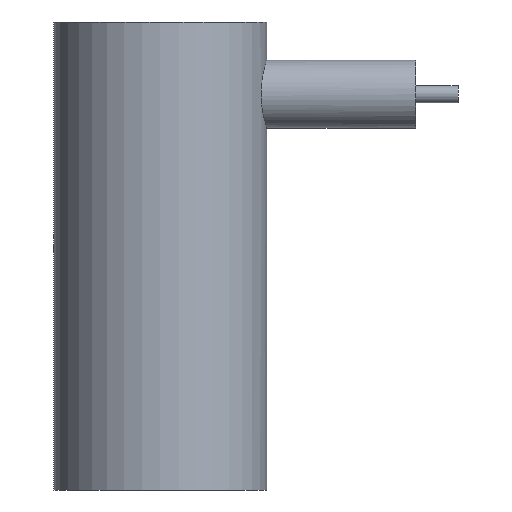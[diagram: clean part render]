
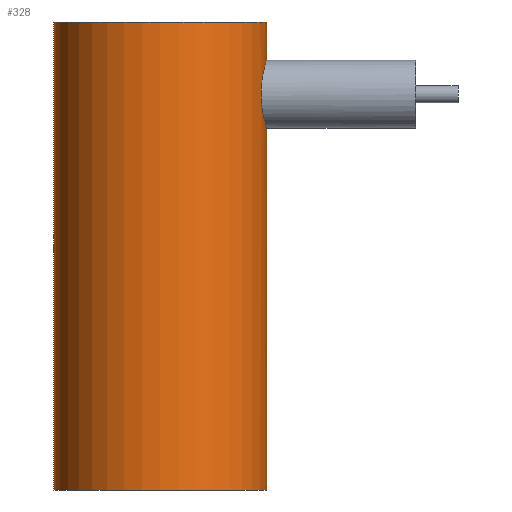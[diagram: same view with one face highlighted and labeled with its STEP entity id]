
A CAD part, front view. The second image highlights one B-rep face of the part: STEP entity #328.
In plain terms, the highlighted cylindrical face has radius 12.5 mm (diameter 25 mm), a partial arc.
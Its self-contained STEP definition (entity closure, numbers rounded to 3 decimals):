
#138=CARTESIAN_POINT('POINT11',(12.5,0.,
   15.));
#139=VERTEX_POINT('VERTEX11',#138);
#147=CARTESIAN_POINT('POINT12',(12.5,0.,23.
   ));
#148=VERTEX_POINT('VERTEX12',#147);
#155=B_SPLINE_CURVE_WITH_KNOTS('SPLINE_CRV1',3,(#156,#157,#158,#159,#160
   ,#161,#162,#163,#164,#165,#166,#167,#168,#169,#170,#171,#172,#173,
   #174,#175,#176,#177,#178,#179,#180,#181,#182,#183,#184,#185,#186,#187
   ,#188,#189),.UNSPECIFIED.,.F.,.F.,(4,2,2,2,2,2,2,2,2,2,2,2,2,2,2,2,4)
   ,(6.073,6.832,7.591,
   8.351,9.11,9.869,
   10.628,11.388,12.147,
   12.906,13.665,14.425,
   15.184,15.943,16.702,
   17.461,18.22),.UNSPECIFIED.);
#156=CARTESIAN_POINT('',(12.5,0.,15.));
#157=CARTESIAN_POINT('',(12.5,-0.253,15.));
#158=CARTESIAN_POINT('',(12.492,-0.514,
   15.024));
#159=CARTESIAN_POINT('',(12.46,-1.032,
   15.127));
#160=CARTESIAN_POINT('',(12.436,-1.29,
   15.204));
#161=CARTESIAN_POINT('',(12.375,-1.782,
   15.409));
#162=CARTESIAN_POINT('',(12.338,-2.017,
   15.536));
#163=CARTESIAN_POINT('',(12.259,-2.452,
   15.829));
#164=CARTESIAN_POINT('',(12.217,-2.652,
   15.995));
#165=CARTESIAN_POINT('',(12.135,-3.005,
   16.348));
#166=CARTESIAN_POINT('',(12.092,-3.171,
   16.548));
#167=CARTESIAN_POINT('',(12.011,-3.464,
   16.983));
#168=CARTESIAN_POINT('',(11.974,-3.591,
   17.218));
#169=CARTESIAN_POINT('',(11.91,-3.796,
   17.71));
#170=CARTESIAN_POINT('',(11.885,-3.873,
   17.968));
#171=CARTESIAN_POINT('',(11.851,-3.976,
   18.486));
#172=CARTESIAN_POINT('',(11.843,-4.,
   18.747));
#173=CARTESIAN_POINT('',(11.843,-4.,
   19.253));
#174=CARTESIAN_POINT('',(11.851,-3.976,
   19.514));
#175=CARTESIAN_POINT('',(11.885,-3.873,
   20.032));
#176=CARTESIAN_POINT('',(11.91,-3.796,
   20.29));
#177=CARTESIAN_POINT('',(11.974,-3.591,
   20.782));
#178=CARTESIAN_POINT('',(12.011,-3.464,
   21.017));
#179=CARTESIAN_POINT('',(12.092,-3.171,
   21.452));
#180=CARTESIAN_POINT('',(12.135,-3.005,
   21.652));
#181=CARTESIAN_POINT('',(12.217,-2.652,
   22.005));
#182=CARTESIAN_POINT('',(12.259,-2.452,
   22.171));
#183=CARTESIAN_POINT('',(12.338,-2.017,
   22.464));
#184=CARTESIAN_POINT('',(12.375,-1.782,
   22.591));
#185=CARTESIAN_POINT('',(12.436,-1.29,
   22.796));
#186=CARTESIAN_POINT('',(12.46,-1.032,
   22.873));
#187=CARTESIAN_POINT('',(12.492,-0.514,
   22.976));
#188=CARTESIAN_POINT('',(12.5,-0.253,23.));
#189=CARTESIAN_POINT('',(12.5,0.,23.));
#190=EDGE_CURVE('EDGE17',#139,#148,#155,.T.);
#254=CARTESIAN_POINT('POINT14',(12.5,0.,27.5));
#255=VERTEX_POINT('VERTEX14',#254);
#256=CARTESIAN_POINT('POINT15',(-12.5,0.,
   27.5));
#257=VERTEX_POINT('VERTEX15',#256);
#258=CARTESIAN_POINT('POS17',(0.,0.,27.5));
#259=DIRECTION('DIR27',(0.,0.,1.));
#260=DIRECTION('DIR28',(1.,0.,0.));
#261=AXIS2_PLACEMENT_3D('AXIS11',#258,#259,#260);
#262=CIRCLE('ELLIPSE6',#261,12.5);
#265=EDGE_CURVE('EDGE21',#257,#255,#262,.T.);
#279=CARTESIAN_POINT('POINT16',(12.5,0.,-27.5));
#280=VERTEX_POINT('VERTEX16',#279);
#281=CARTESIAN_POINT('POINT17',(-12.5,0.,
   -27.5));
#282=VERTEX_POINT('VERTEX17',#281);
#283=CARTESIAN_POINT('POS19',(0.,0.,-27.5));
#284=DIRECTION('DIR31',(0.,0.,-1.));
#285=DIRECTION('DIR32',(1.,0.,0.));
#286=AXIS2_PLACEMENT_3D('AXIS13',#283,#284,#285);
#287=CIRCLE('ELLIPSE7',#286,12.5);
#288=EDGE_CURVE('EDGE22',#280,#282,#287,.T.);
#300=CARTESIAN_POINT('POS21',(12.5,0.,0.)
   );
#301=DIRECTION('DIR35',(0.,0.,1.));
#302=VECTOR('VEC7',#301,1.);
#303=LINE('STRAIGHT7',#300,#302);
#304=EDGE_CURVE('EDGE24',#280,#139,#303,.T.);
#305=ORIENTED_EDGE('COEDGE40',*,*,#304,.T.);
#306=ORIENTED_EDGE('COEDGE41',*,*,#190,.T.);
#307=CARTESIAN_POINT('POS22',(12.5,0.,0.)
   );
#308=DIRECTION('DIR36',(0.,0.,1.));
#309=VECTOR('VEC8',#308,1.);
#310=LINE('STRAIGHT8',#307,#309);
#311=EDGE_CURVE('EDGE25',#148,#255,#310,.T.);
#312=ORIENTED_EDGE('COEDGE42',*,*,#311,.T.);
#313=ORIENTED_EDGE('COEDGE43',*,*,#265,.F.);
#314=CARTESIAN_POINT('POS23',(-12.5,0.,0.)
   );
#315=DIRECTION('DIR37',(0.,0.,-1.));
#316=VECTOR('VEC9',#315,1.);
#317=LINE('STRAIGHT9',#314,#316);
#318=EDGE_CURVE('EDGE26',#257,#282,#317,.T.);
#319=ORIENTED_EDGE('COEDGE44',*,*,#318,.T.);
#320=ORIENTED_EDGE('COEDGE45',*,*,#288,.F.);
#321=EDGE_LOOP('NONE',(#305,#306,#312,#313,#319,#320));
#322=FACE_BOUND('LOOP1',#321,.T.);
#323=CARTESIAN_POINT('POS24',(0.,0.,0.));
#324=DIRECTION('DIR38',(0.,0.,1.));
#325=DIRECTION('DIR39',(1.,0.,0.));
#326=AXIS2_PLACEMENT_3D('AXIS15',#323,#324,#325);
#327=CYLINDRICAL_SURFACE('CONE_SURF4',#326,12.5);
#328=ADVANCED_FACE('FACE11',(#322),#327,.T.);
